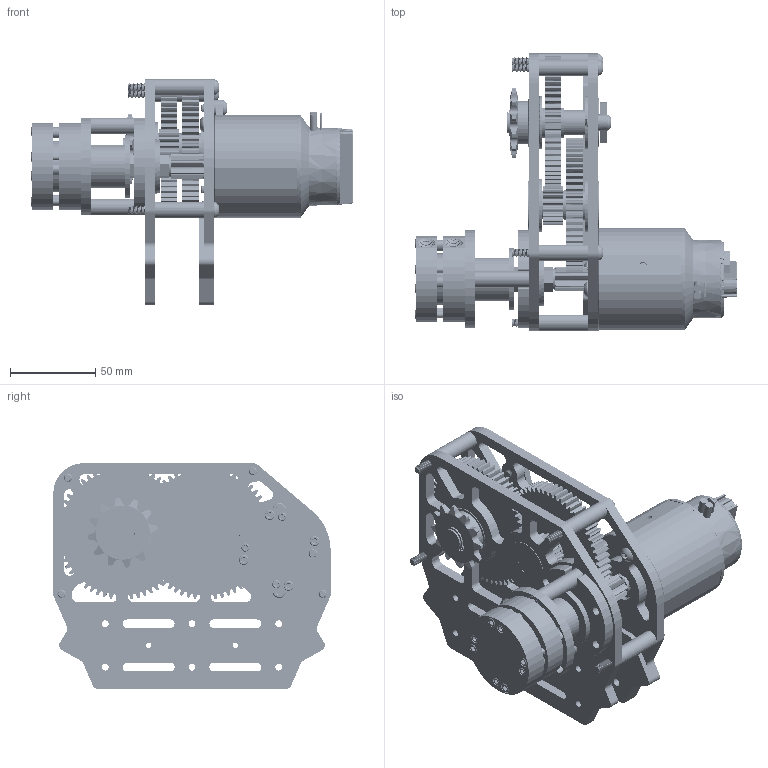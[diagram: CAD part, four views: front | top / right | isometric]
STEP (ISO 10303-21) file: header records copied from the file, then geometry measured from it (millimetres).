
FILE_DESCRIPTION (( 'STEP AP214' ), '1' );
FILE_NAME ('WCP-0225 Rev1 - Rotation SS Gearbox (2 Stages, Brake).STEP', '2020-01-11T00:59:28', ( '' ), ( '' ), 'SwSTEP 2.0', 'SolidWorks 2018', '' );
FILE_SCHEMA (( 'AUTOMOTIVE_DESIGN' ));
Length unit declared in the file: inch
Products named in the file (34): WCP-0201 Rev1_Default<As Machined>; WCP-0225-005 Rev1; WCP-0200-001 Rev1_Default<As Machined>; 217-3875_0_500_flanged_hex_bearing; WCP-0225-002 Rev1; WCP-0225 Rev1 - Rotation SS Gearbox (2 Stages, Brake); WCP-0200-002 Rev1; 217-2662_12T_500_hex; WCP-0225-006 Rev1; Falcon_Motor_Spacer_0625; WCP-0225-001 Rev1; WCP-0200-003 Rev1; 217-3239_0_375_radial_bearing; NFS-0056_0_875_snapring_internal_99142A420_grv; 217-6515_Falcon_500_Default<As Machined>; WCP-0200 Rev1 - Brake (500 Hex); NFS-0055_SHCS_#6-32_1_250L_91251A153; WCP-0222 Rev1; WCP-0225-004 Rev1; WCP-0226 Rev1; WCP-0112 Rev1; WCP-0225-008 Rev1; 217-3574_60T_500_hex; NFS-0009_0_500_snapring_97633A200; WCP-0225-007 Rev1; WCP-0259 Rev1; WCP-0253 Rev1; WCP-0268 Rev1; 217-2731_0_500_flanged_bearing; mcmaster-1691T142 Piston 1.0625 Bore .25 Stroke_1691T142; mcmaster-94361A132_375_shoulder_bolt_94361A132; 217-6915_Falcon_8T; 217-4006_0_500_flanged_thunderhex_bearing; WCP-0225-003 Rev1
Assembly tree (50 placements, depth 3):
  WCP-0225 Rev1 - Rotation SS Gearbox (2 Stages, Brake)
    WCP-0200 Rev1 - Brake (500 Hex)
      WCP-0201 Rev1_Default<As Machined>
      WCP-0200-001 Rev1_Default<As Machined>
      WCP-0200-002 Rev1
      WCP-0200-003 Rev1
      WCP-0222 Rev1  x2
      mcmaster-94361A132_375_shoulder_bolt_94361A132
      mcmaster-1691T142 Piston 1.0625 Bore .25 Stroke_1691T142
      217-3239_0_375_radial_bearing
      NFS-0055_SHCS_#6-32_1_250L_91251A153  x4
      WCP-0268 Rev1  x2
      NFS-0056_0_875_snapring_internal_99142A420_grv
    WCP-0225-008 Rev1
    WCP-0225-001 Rev1
    WCP-0225-002 Rev1
    WCP-0225-003 Rev1
    WCP-0225-004 Rev1
    WCP-0225-005 Rev1
    WCP-0225-006 Rev1
    WCP-0225-007 Rev1
    WCP-0226 Rev1  x4
    Falcon_Motor_Spacer_0625
    WCP-0112 Rev1
    217-6915_Falcon_8T
    217-3574_60T_500_hex  x2
    217-2731_0_500_flanged_bearing  x3
    217-4006_0_500_flanged_thunderhex_bearing
    217-2662_12T_500_hex
    217-6515_Falcon_500_Default<As Machined>
    WCP-0259 Rev1  x4
    WCP-0253 Rev1  x4
    NFS-0009_0_500_snapring_97633A200
    217-3875_0_500_flanged_hex_bearing
Bounding box: 188.24 x 162.41 x 132.08 mm (x, y, z)
Volume: 587733.8 mm3; surface area: 237255.9 mm2
Topology: 57 solids, 57 shells, 3939 faces, 10171 edges, 6544 vertices
Faces by surface type: cylinder 2044, plane 1034, bspline 389, cone 324, sphere 108, torus 40
Entity records: 158483 total; most frequent: CARTESIAN_POINT 88737, ORIENTED_EDGE 14538, DIRECTION 13153, EDGE_CURVE 7269, AXIS2_PLACEMENT_3D 5035, VERTEX_POINT 4671, EDGE_LOOP 3336, LINE 3083
